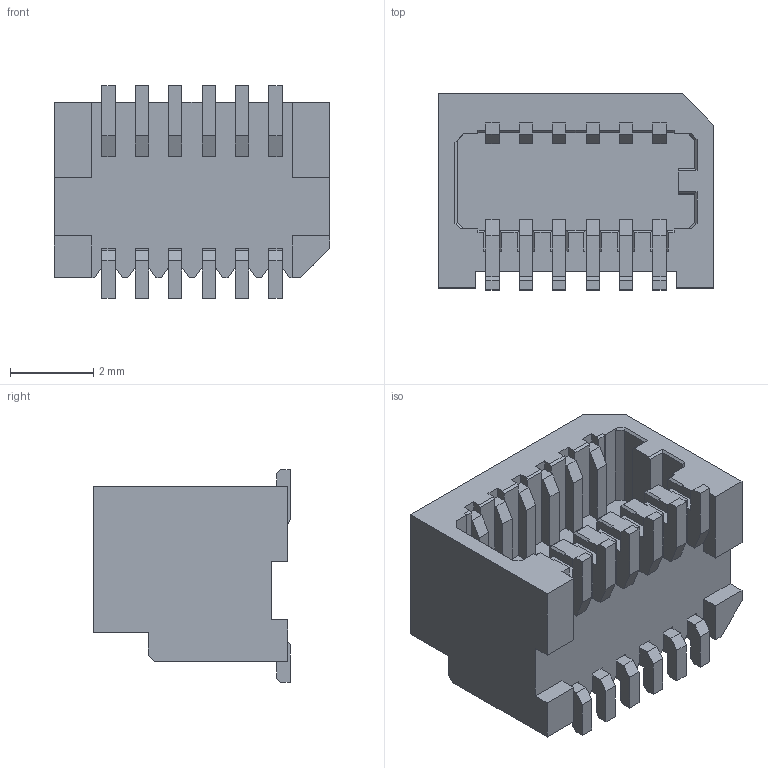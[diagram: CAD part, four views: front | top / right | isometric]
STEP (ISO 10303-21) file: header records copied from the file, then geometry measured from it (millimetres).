
FILE_DESCRIPTION((''),'2;1');
FILE_NAME('533091270','2019-05-09T',('gga'),(''),'PRO/ENGINEER BY PARAMETRIC TECHNOLOGY CORPORATION, 2016010','PRO/ENGINEER BY PARAMETRIC TECHNOLOGY CORPORATION, 2016010','');
FILE_SCHEMA(('CONFIG_CONTROL_DESIGN'));
Length unit declared in the file: millimetre
Products named in the file (1): 533091270
Bounding box: 6.6 x 4.7 x 5.1 mm (x, y, z)
Volume: 85.8 mm3; surface area: 232.7 mm2
Topology: 1 solids, 1 shells, 365 faces, 1060 edges, 698 vertices
Faces by surface type: plane 365
Entity records: 11655 total; most frequent: CARTESIAN_POINT 2074, ORIENTED_EDGE 2022, DIRECTION 1792, VECTOR 1060, LINE 1060, EDGE_CURVE 1011, VERTEX_POINT 648, AXIS2_PLACEMENT_3D 366
